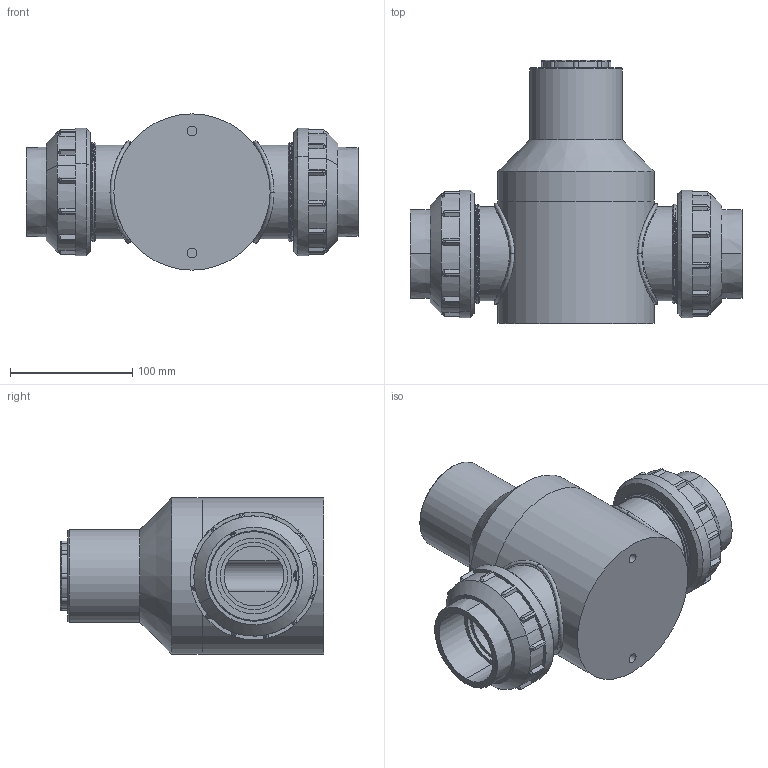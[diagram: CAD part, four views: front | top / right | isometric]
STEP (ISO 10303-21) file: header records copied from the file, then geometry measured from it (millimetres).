
FILE_DESCRIPTION (( 'STEP AP214' ), '1' );
FILE_NAME ('63-1102-1X.STEP', '2019-10-28T16:03:54', ( '' ), ( '' ), 'SwSTEP 2.0', 'SolidWorks 2020', '' );
FILE_SCHEMA (( 'AUTOMOTIVE_DESIGN' ));
Length unit declared in the file: millimetre
Products named in the file (7): 63mm end; 63-1102-1X; 63mm fusion stub - PP with bead; 63mm Dust Cap; 63mm; 63mm Fusion weld body - PS-90-152; PVC Bonnet all size_63mm PVC-304
Assembly tree (9 placements, depth 2):
  63-1102-1X
    63mm Fusion weld body - PS-90-152
    PVC Bonnet all size_63mm PVC-304
    63mm fusion stub - PP with bead  x2
    63mm  x2
    63mm end  x2
    63mm Dust Cap
Bounding box: 272 x 215.5 x 128 mm (x, y, z)
Volume: 2429245.2 mm3; surface area: 311142.7 mm2
Topology: 9 solids, 9 shells, 547 faces, 1371 edges, 876 vertices
Faces by surface type: plane 357, cylinder 132, bspline 21, cone 20, torus 17
Full cylindrical faces by diameter (mm): 7.938 x2, 25 x1, 36 x1, 49 x2, 51 x2, 75 x1, 76 x1, 77 x2, 82 x1, 90 x1, 96.344 x1, 128 x2
Entity records: 15543 total; most frequent: CARTESIAN_POINT 7974, DIRECTION 1496, ORIENTED_EDGE 1490, EDGE_CURVE 745, AXIS2_PLACEMENT_3D 523, VERTEX_POINT 487, LINE 450, VECTOR 450
